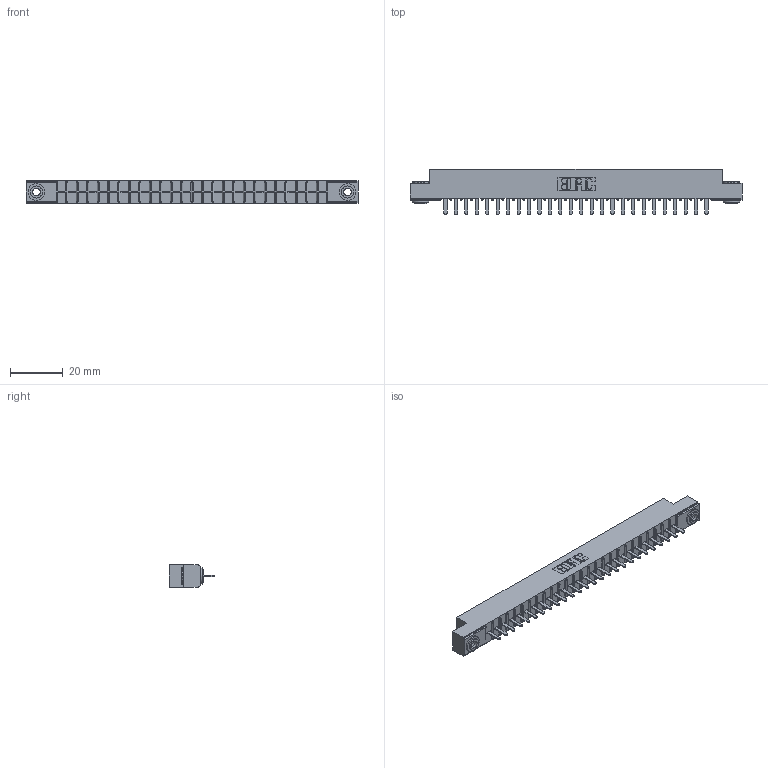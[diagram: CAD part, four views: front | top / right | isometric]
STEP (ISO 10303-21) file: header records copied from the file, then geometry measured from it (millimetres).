
FILE_DESCRIPTION (( 'STEP AP203' ), '1' );
FILE_NAME ('356-026-420-103.STEP', '2020-09-23T17:23:53', ( '' ), ( '' ), 'SwSTEP 2.0', 'SolidWorks 2020', '' );
FILE_SCHEMA (( 'CONFIG_CONTROL_DESIGN' ));
Length unit declared in the file: inch
Products named in the file (4): 306 Part_.156 Dia; 345-250-002_345-250-002-102; 356-026-420-103; 306-290-001_120
Assembly tree (29 placements, depth 2):
  356-026-420-103
    306 Part_.156 Dia
    306-290-001_120  x26
    345-250-002_345-250-002-102  x2
Bounding box: 126.03 x 17.12 x 8.71 mm (x, y, z)
Volume: 8638.5 mm3; surface area: 13163 mm2
Topology: 29 solids, 29 shells, 1988 faces, 5550 edges, 3556 vertices
Faces by surface type: plane 1314, cylinder 562, sphere 104, cone 8
Entity records: 27340 total; most frequent: CARTESIAN_POINT 4566, DIRECTION 4518, ORIENTED_EDGE 4516, EDGE_CURVE 2258, VECTOR 1750, LINE 1750, VERTEX_POINT 1432, AXIS2_PLACEMENT_3D 1384
